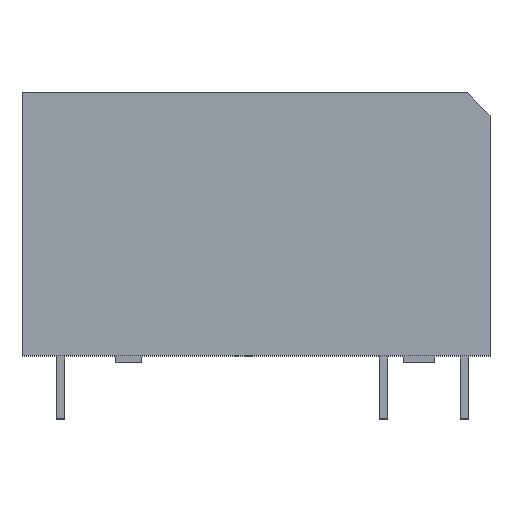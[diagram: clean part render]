
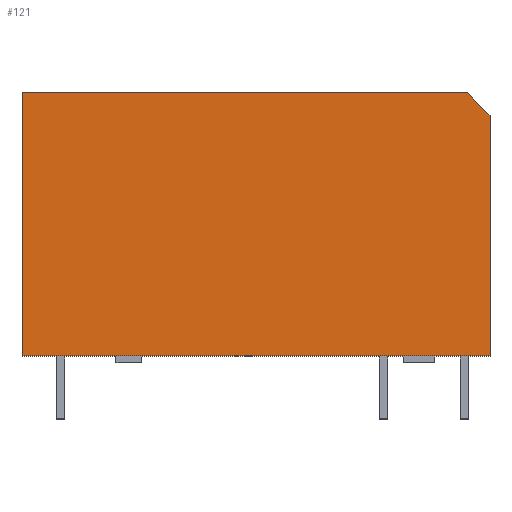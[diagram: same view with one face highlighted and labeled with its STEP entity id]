
A CAD part, top view. The second image highlights one B-rep face of the part: STEP entity #121.
In plain terms, the highlighted planar face has unit normal (0, 0, 1).
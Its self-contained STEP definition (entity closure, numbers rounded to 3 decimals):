
#121 = ADVANCED_FACE ( 'NONE', ( #1483 ), #1502, .F. ) ;
#142 = EDGE_LOOP ( 'NONE', ( #175, #898, #1855, #1919, #1960 ) ) ;
#175 = ORIENTED_EDGE ( 'NONE', *, *, #243, .F. ) ;
#243 = EDGE_CURVE ( 'NONE', #457, #1026, #552, .T. ) ;
#255 = LINE ( 'NONE', #256, #257 ) ;
#256 = CARTESIAN_POINT ( 'NONE',  ( -2.4, 16.7, 2.6 ) ) ;
#257 = VECTOR ( 'NONE', #258, 1000. ) ;
#258 = DIRECTION ( 'NONE',  ( 1., 0., 0. ) ) ;
#457 = VERTEX_POINT ( 'NONE', #721 ) ;
#552 = LINE ( 'NONE', #553, #554 ) ;
#553 = CARTESIAN_POINT ( 'NONE',  ( 26.6, 16.7, 2.6 ) ) ;
#554 = VECTOR ( 'NONE', #555, 1000. ) ;
#555 = DIRECTION ( 'NONE',  ( 0., -1., 0. ) ) ;
#721 = CARTESIAN_POINT ( 'NONE',  ( 26.6, 15.3, 2.6 ) ) ;
#898 = ORIENTED_EDGE ( 'NONE', *, *, #1208, .T. ) ;
#1026 = VERTEX_POINT ( 'NONE', #1141 ) ;
#1141 = CARTESIAN_POINT ( 'NONE',  ( 26.6, 0.4, 2.6 ) ) ;
#1208 = EDGE_CURVE ( 'NONE', #457, #1445, #1284, .T. ) ;
#1284 = LINE ( 'NONE', #1285, #1286 ) ;
#1285 = CARTESIAN_POINT ( 'NONE',  ( 25.2, 16.7, 2.6 ) ) ;
#1286 = VECTOR ( 'NONE', #1287, 1000. ) ;
#1287 = DIRECTION ( 'NONE',  ( -0.707, 0.707, 0. ) ) ;
#1405 = CARTESIAN_POINT ( 'NONE',  ( -2.4, 0.4, 2.6 ) ) ;
#1419 = CARTESIAN_POINT ( 'NONE',  ( 25.2, 16.7, 2.6 ) ) ;
#1445 = VERTEX_POINT ( 'NONE', #1419 ) ;
#1483 = FACE_OUTER_BOUND ( 'NONE', #142, .T. ) ;
#1502 = PLANE ( 'NONE',  #1503 ) ;
#1503 = AXIS2_PLACEMENT_3D ( 'NONE', #1504, #1507, #1508 ) ;
#1504 = CARTESIAN_POINT ( 'NONE',  ( -2.4, 16.7, 2.6 ) ) ;
#1507 = DIRECTION ( 'NONE',  ( 0., 0., -1. ) ) ;
#1508 = DIRECTION ( 'NONE',  ( -1., 0., 0. ) ) ;
#1588 = LINE ( 'NONE', #1589, #1590 ) ;
#1589 = CARTESIAN_POINT ( 'NONE',  ( -2.4, 16.7, 2.6 ) ) ;
#1590 = VECTOR ( 'NONE', #1591, 1000. ) ;
#1591 = DIRECTION ( 'NONE',  ( 0., -1., 0. ) ) ;
#1631 = EDGE_CURVE ( 'NONE', #1847, #1992, #1588, .T. ) ;
#1635 = LINE ( 'NONE', #1636, #1637 ) ;
#1636 = CARTESIAN_POINT ( 'NONE',  ( -2.4, 0.4, 2.6 ) ) ;
#1637 = VECTOR ( 'NONE', #1638, 1000. ) ;
#1638 = DIRECTION ( 'NONE',  ( 1., 0., 0. ) ) ;
#1684 = CARTESIAN_POINT ( 'NONE',  ( -2.4, 16.7, 2.6 ) ) ;
#1776 = EDGE_CURVE ( 'NONE', #1992, #1026, #1635, .T. ) ;
#1847 = VERTEX_POINT ( 'NONE', #1684 ) ;
#1855 = ORIENTED_EDGE ( 'NONE', *, *, #1889, .F. ) ;
#1889 = EDGE_CURVE ( 'NONE', #1847, #1445, #255, .T. ) ;
#1919 = ORIENTED_EDGE ( 'NONE', *, *, #1631, .T. ) ;
#1960 = ORIENTED_EDGE ( 'NONE', *, *, #1776, .T. ) ;
#1992 = VERTEX_POINT ( 'NONE', #1405 ) ;
